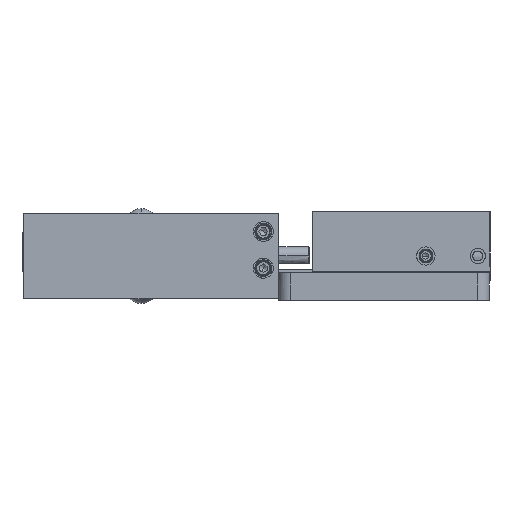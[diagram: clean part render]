
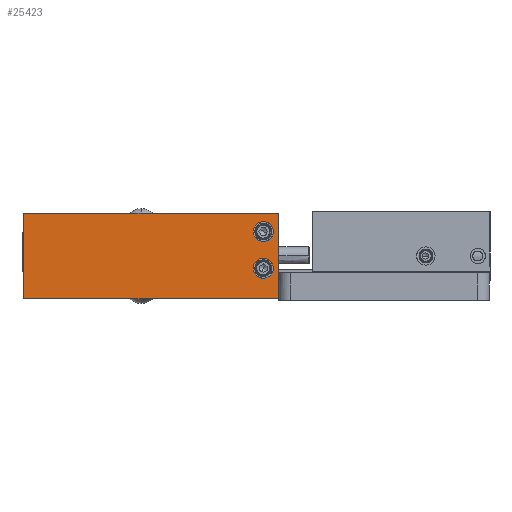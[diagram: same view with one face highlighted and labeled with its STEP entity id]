
A CAD part, front view. The second image highlights one B-rep face of the part: STEP entity #25423.
In plain terms, the highlighted free-form (B-spline) face has degree [1, 1] with [2, 2] control points.
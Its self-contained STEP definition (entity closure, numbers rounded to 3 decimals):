
#24012=FACE_BOUND('',#31259,.T.);
#24013=FACE_BOUND('',#31260,.T.);
#25423=ADVANCED_FACE('',(#28305,#24012,#24013),#149898,.T.);
#28305=FACE_OUTER_BOUND('',#31258,.T.);
#31258=EDGE_LOOP('',(#39795,#39796,#39797,#39798));
#31259=EDGE_LOOP('',(#39799,#39800));
#31260=EDGE_LOOP('',(#39801,#39802));
#39795=ORIENTED_EDGE('',*,*,#122510,.T.);
#39796=ORIENTED_EDGE('',*,*,#122511,.T.);
#39797=ORIENTED_EDGE('',*,*,#122512,.T.);
#39798=ORIENTED_EDGE('',*,*,#122513,.T.);
#39799=ORIENTED_EDGE('',*,*,#122514,.T.);
#39800=ORIENTED_EDGE('',*,*,#122515,.T.);
#39801=ORIENTED_EDGE('',*,*,#122516,.T.);
#39802=ORIENTED_EDGE('',*,*,#122517,.T.);
#55280=PCURVE('',#149898,#70765);
#55281=PCURVE('',#149898,#70766);
#55282=PCURVE('',#149898,#70767);
#55283=PCURVE('',#149898,#70768);
#55284=PCURVE('',#149898,#70769);
#55285=PCURVE('',#149898,#70770);
#55286=PCURVE('',#149898,#70771);
#55287=PCURVE('',#149898,#70772);
#70765=DEFINITIONAL_REPRESENTATION('',(#90093),#269756);
#70766=DEFINITIONAL_REPRESENTATION('',(#90095),#269756);
#70767=DEFINITIONAL_REPRESENTATION('',(#90097),#269756);
#70768=DEFINITIONAL_REPRESENTATION('',(#90099),#269756);
#70769=DEFINITIONAL_REPRESENTATION('',(#132387),#269756);
#70770=DEFINITIONAL_REPRESENTATION('',(#132389),#269756);
#70771=DEFINITIONAL_REPRESENTATION('',(#132391),#269756);
#70772=DEFINITIONAL_REPRESENTATION('',(#132393),#269756);
#90092=B_SPLINE_CURVE_WITH_KNOTS('',1,(#196044,#196045),.UNSPECIFIED.,.F.,
 .F.,(2,2),(0.,28.),.UNSPECIFIED.);
#90093=B_SPLINE_CURVE_WITH_KNOTS('',1,(#196046,#196047),.UNSPECIFIED.,.F.,
 .F.,(2,2),(0.,28.),.UNSPECIFIED.);
#90094=B_SPLINE_CURVE_WITH_KNOTS('',1,(#196048,#196049),.UNSPECIFIED.,.F.,
 .F.,(2,2),(0.,83.505),.UNSPECIFIED.);
#90095=B_SPLINE_CURVE_WITH_KNOTS('',1,(#196050,#196051),.UNSPECIFIED.,.F.,
 .F.,(2,2),(0.,83.505),.UNSPECIFIED.);
#90096=B_SPLINE_CURVE_WITH_KNOTS('',1,(#196052,#196053),.UNSPECIFIED.,.F.,
 .F.,(2,2),(0.,28.),.UNSPECIFIED.);
#90097=B_SPLINE_CURVE_WITH_KNOTS('',1,(#196054,#196055),.UNSPECIFIED.,.F.,
 .F.,(2,2),(0.,28.),.UNSPECIFIED.);
#90098=B_SPLINE_CURVE_WITH_KNOTS('',1,(#196056,#196057),.UNSPECIFIED.,.F.,
 .F.,(2,2),(0.,83.505),.UNSPECIFIED.);
#90099=B_SPLINE_CURVE_WITH_KNOTS('',1,(#196058,#196059),.UNSPECIFIED.,.F.,
 .F.,(2,2),(0.,83.505),.UNSPECIFIED.);
#108792=SURFACE_CURVE('',#90092,(#55280),.PCURVE_S1.);
#108793=SURFACE_CURVE('',#90094,(#55281),.PCURVE_S1.);
#108794=SURFACE_CURVE('',#90096,(#55282),.PCURVE_S1.);
#108795=SURFACE_CURVE('',#90098,(#55283),.PCURVE_S1.);
#108796=SURFACE_CURVE('',#132386,(#55284),.PCURVE_S1.);
#108797=SURFACE_CURVE('',#132388,(#55285),.PCURVE_S1.);
#108798=SURFACE_CURVE('',#132390,(#55286),.PCURVE_S1.);
#108799=SURFACE_CURVE('',#132392,(#55287),.PCURVE_S1.);
#122510=EDGE_CURVE('',#141769,#141770,#108792,.T.);
#122511=EDGE_CURVE('',#141770,#141771,#108793,.T.);
#122512=EDGE_CURVE('',#141771,#141772,#108794,.T.);
#122513=EDGE_CURVE('',#141772,#141769,#108795,.T.);
#122514=EDGE_CURVE('',#141774,#141773,#108796,.T.);
#122515=EDGE_CURVE('',#141773,#141774,#108797,.T.);
#122516=EDGE_CURVE('',#141776,#141775,#108798,.T.);
#122517=EDGE_CURVE('',#141775,#141776,#108799,.T.);
#132386=(
BOUNDED_CURVE()
B_SPLINE_CURVE(2,(#196060,#196061,#196062,#196063,#196064),
 .UNSPECIFIED.,.F.,.F.)
B_SPLINE_CURVE_WITH_KNOTS((3,2,3),(0.,5.105,10.21),
 .UNSPECIFIED.)
CURVE()
GEOMETRIC_REPRESENTATION_ITEM()
RATIONAL_B_SPLINE_CURVE((1.,0.707,1.,0.707,1.))
REPRESENTATION_ITEM('')
);
#132387=(
BOUNDED_CURVE()
B_SPLINE_CURVE(2,(#196065,#196066,#196067,#196068,#196069),
 .UNSPECIFIED.,.F.,.F.)
B_SPLINE_CURVE_WITH_KNOTS((3,2,3),(0.,5.105,10.21),
 .UNSPECIFIED.)
CURVE()
GEOMETRIC_REPRESENTATION_ITEM()
RATIONAL_B_SPLINE_CURVE((1.,0.707,1.,0.707,1.))
REPRESENTATION_ITEM('')
);
#132388=(
BOUNDED_CURVE()
B_SPLINE_CURVE(2,(#196070,#196071,#196072,#196073,#196074),
 .UNSPECIFIED.,.F.,.F.)
B_SPLINE_CURVE_WITH_KNOTS((3,2,3),(0.,5.105,10.21),
 .UNSPECIFIED.)
CURVE()
GEOMETRIC_REPRESENTATION_ITEM()
RATIONAL_B_SPLINE_CURVE((1.,0.707,1.,0.707,1.))
REPRESENTATION_ITEM('')
);
#132389=(
BOUNDED_CURVE()
B_SPLINE_CURVE(2,(#196075,#196076,#196077,#196078,#196079),
 .UNSPECIFIED.,.F.,.F.)
B_SPLINE_CURVE_WITH_KNOTS((3,2,3),(0.,5.105,10.21),
 .UNSPECIFIED.)
CURVE()
GEOMETRIC_REPRESENTATION_ITEM()
RATIONAL_B_SPLINE_CURVE((1.,0.707,1.,0.707,1.))
REPRESENTATION_ITEM('')
);
#132390=(
BOUNDED_CURVE()
B_SPLINE_CURVE(2,(#196080,#196081,#196082,#196083,#196084),
 .UNSPECIFIED.,.F.,.F.)
B_SPLINE_CURVE_WITH_KNOTS((3,2,3),(0.,5.105,10.21),
 .UNSPECIFIED.)
CURVE()
GEOMETRIC_REPRESENTATION_ITEM()
RATIONAL_B_SPLINE_CURVE((1.,0.707,1.,0.707,1.))
REPRESENTATION_ITEM('')
);
#132391=(
BOUNDED_CURVE()
B_SPLINE_CURVE(2,(#196085,#196086,#196087,#196088,#196089),
 .UNSPECIFIED.,.F.,.F.)
B_SPLINE_CURVE_WITH_KNOTS((3,2,3),(0.,5.105,10.21),
 .UNSPECIFIED.)
CURVE()
GEOMETRIC_REPRESENTATION_ITEM()
RATIONAL_B_SPLINE_CURVE((1.,0.707,1.,0.707,1.))
REPRESENTATION_ITEM('')
);
#132392=(
BOUNDED_CURVE()
B_SPLINE_CURVE(2,(#196090,#196091,#196092,#196093,#196094),
 .UNSPECIFIED.,.F.,.F.)
B_SPLINE_CURVE_WITH_KNOTS((3,2,3),(0.,5.105,10.21),
 .UNSPECIFIED.)
CURVE()
GEOMETRIC_REPRESENTATION_ITEM()
RATIONAL_B_SPLINE_CURVE((1.,0.707,1.,0.707,1.))
REPRESENTATION_ITEM('')
);
#132393=(
BOUNDED_CURVE()
B_SPLINE_CURVE(2,(#196095,#196096,#196097,#196098,#196099),
 .UNSPECIFIED.,.F.,.F.)
B_SPLINE_CURVE_WITH_KNOTS((3,2,3),(0.,5.105,10.21),
 .UNSPECIFIED.)
CURVE()
GEOMETRIC_REPRESENTATION_ITEM()
RATIONAL_B_SPLINE_CURVE((1.,0.707,1.,0.707,1.))
REPRESENTATION_ITEM('')
);
#141769=VERTEX_POINT('',#196036);
#141770=VERTEX_POINT('',#196037);
#141771=VERTEX_POINT('',#196038);
#141772=VERTEX_POINT('',#196039);
#141773=VERTEX_POINT('',#196040);
#141774=VERTEX_POINT('',#196041);
#141775=VERTEX_POINT('',#196042);
#141776=VERTEX_POINT('',#196043);
#149898=B_SPLINE_SURFACE_WITH_KNOTS('',1,1,((#196032,#196033),(#196034,
#196035)),.UNSPECIFIED.,.F.,.F.,.F.,(2,2),(2,2),(-16.836,16.836),
(-50.139,50.139),.UNSPECIFIED.);
#196032=CARTESIAN_POINT('',(-25.946,-6.032,53.5));
#196033=CARTESIAN_POINT('',(-126.224,-6.032,53.5));
#196034=CARTESIAN_POINT('',(-25.946,27.64,53.5));
#196035=CARTESIAN_POINT('',(-126.224,27.64,53.5));
#196036=CARTESIAN_POINT('',(-34.332,-3.196,53.5));
#196037=CARTESIAN_POINT('',(-34.332,24.804,53.5));
#196038=CARTESIAN_POINT('',(-117.838,24.804,53.5));
#196039=CARTESIAN_POINT('',(-117.838,-3.196,53.5));
#196040=CARTESIAN_POINT('',(-39.332,10.054,53.5));
#196041=CARTESIAN_POINT('',(-39.332,3.554,53.5));
#196042=CARTESIAN_POINT('',(-39.332,22.054,53.5));
#196043=CARTESIAN_POINT('',(-39.332,15.554,53.5));
#196044=CARTESIAN_POINT('',(-34.332,-3.196,53.5));
#196045=CARTESIAN_POINT('',(-34.332,24.804,53.5));
#196046=CARTESIAN_POINT('',(-14.,-41.753));
#196047=CARTESIAN_POINT('',(14.,-41.753));
#196048=CARTESIAN_POINT('',(-34.332,24.804,53.5));
#196049=CARTESIAN_POINT('',(-117.838,24.804,53.5));
#196050=CARTESIAN_POINT('',(14.,-41.753));
#196051=CARTESIAN_POINT('',(14.,41.753));
#196052=CARTESIAN_POINT('',(-117.838,24.804,53.5));
#196053=CARTESIAN_POINT('',(-117.838,-3.196,53.5));
#196054=CARTESIAN_POINT('',(14.,41.753));
#196055=CARTESIAN_POINT('',(-14.,41.753));
#196056=CARTESIAN_POINT('',(-117.838,-3.196,53.5));
#196057=CARTESIAN_POINT('',(-34.332,-3.196,53.5));
#196058=CARTESIAN_POINT('',(-14.,41.753));
#196059=CARTESIAN_POINT('',(-14.,-41.753));
#196060=CARTESIAN_POINT('',(-39.332,3.554,53.5));
#196061=CARTESIAN_POINT('',(-42.582,3.554,53.5));
#196062=CARTESIAN_POINT('',(-42.582,6.804,53.5));
#196063=CARTESIAN_POINT('',(-42.582,10.054,53.5));
#196064=CARTESIAN_POINT('',(-39.332,10.054,53.5));
#196065=CARTESIAN_POINT('',(-7.25,-36.753));
#196066=CARTESIAN_POINT('',(-7.25,-33.503));
#196067=CARTESIAN_POINT('',(-4.,-33.503));
#196068=CARTESIAN_POINT('',(-0.75,-33.503));
#196069=CARTESIAN_POINT('',(-0.75,-36.753));
#196070=CARTESIAN_POINT('',(-39.332,10.054,53.5));
#196071=CARTESIAN_POINT('',(-36.082,10.054,53.5));
#196072=CARTESIAN_POINT('',(-36.082,6.804,53.5));
#196073=CARTESIAN_POINT('',(-36.082,3.554,53.5));
#196074=CARTESIAN_POINT('',(-39.332,3.554,53.5));
#196075=CARTESIAN_POINT('',(-0.75,-36.753));
#196076=CARTESIAN_POINT('',(-0.75,-40.003));
#196077=CARTESIAN_POINT('',(-4.,-40.003));
#196078=CARTESIAN_POINT('',(-7.25,-40.003));
#196079=CARTESIAN_POINT('',(-7.25,-36.753));
#196080=CARTESIAN_POINT('',(-39.332,15.554,53.5));
#196081=CARTESIAN_POINT('',(-42.582,15.554,53.5));
#196082=CARTESIAN_POINT('',(-42.582,18.804,53.5));
#196083=CARTESIAN_POINT('',(-42.582,22.054,53.5));
#196084=CARTESIAN_POINT('',(-39.332,22.054,53.5));
#196085=CARTESIAN_POINT('',(4.75,-36.753));
#196086=CARTESIAN_POINT('',(4.75,-33.503));
#196087=CARTESIAN_POINT('',(8.,-33.503));
#196088=CARTESIAN_POINT('',(11.25,-33.503));
#196089=CARTESIAN_POINT('',(11.25,-36.753));
#196090=CARTESIAN_POINT('',(-39.332,22.054,53.5));
#196091=CARTESIAN_POINT('',(-36.082,22.054,53.5));
#196092=CARTESIAN_POINT('',(-36.082,18.804,53.5));
#196093=CARTESIAN_POINT('',(-36.082,15.554,53.5));
#196094=CARTESIAN_POINT('',(-39.332,15.554,53.5));
#196095=CARTESIAN_POINT('',(11.25,-36.753));
#196096=CARTESIAN_POINT('',(11.25,-40.003));
#196097=CARTESIAN_POINT('',(8.,-40.003));
#196098=CARTESIAN_POINT('',(4.75,-40.003));
#196099=CARTESIAN_POINT('',(4.75,-36.753));
#269756=(
GEOMETRIC_REPRESENTATION_CONTEXT(2)
PARAMETRIC_REPRESENTATION_CONTEXT()
REPRESENTATION_CONTEXT('pspace','')
);
